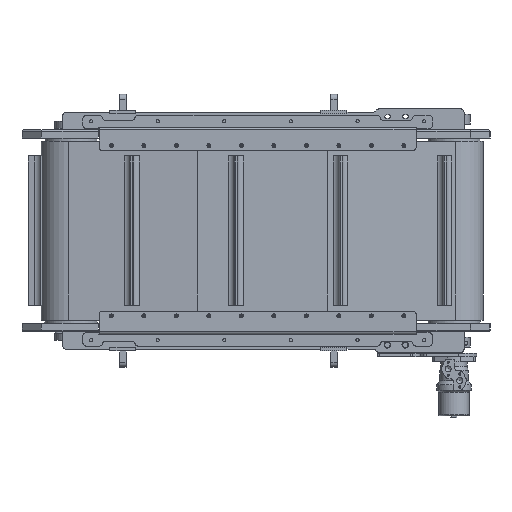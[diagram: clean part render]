
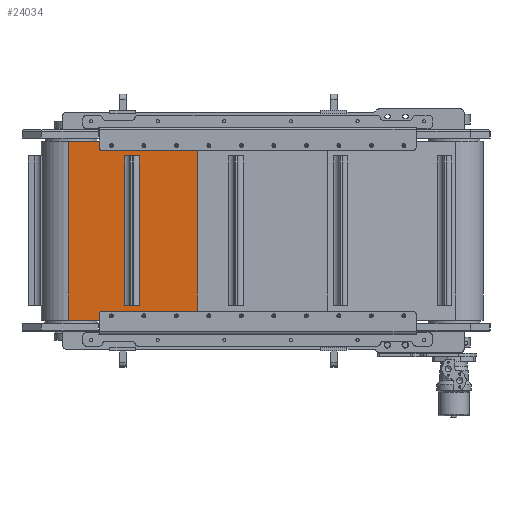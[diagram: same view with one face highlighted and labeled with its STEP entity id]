
A CAD part, front view. The second image highlights one B-rep face of the part: STEP entity #24034.
In plain terms, the highlighted planar face has unit normal (-0.064, -0.998, 0).
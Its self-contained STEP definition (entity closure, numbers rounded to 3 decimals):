
#1310=FACE_BOUND('',#5505,.T.);
#3794=FACE_OUTER_BOUND('',#5504,.T.);
#5504=EDGE_LOOP('',(#20550,#20551,#20552,#20553));
#5505=EDGE_LOOP('',(#20554,#20555,#20556,#20557));
#7658=LINE('',#39729,#9829);
#7662=LINE('',#39737,#9833);
#7675=LINE('',#39771,#9846);
#7677=LINE('',#39774,#9848);
#7720=LINE('',#39884,#9891);
#7728=LINE('',#39903,#9899);
#7729=LINE('',#39906,#9900);
#7730=LINE('',#39907,#9901);
#9829=VECTOR('',#31394,10.);
#9833=VECTOR('',#31400,10.);
#9846=VECTOR('',#31433,10.);
#9848=VECTOR('',#31437,10.);
#9891=VECTOR('',#31538,10.);
#9899=VECTOR('',#31558,10.);
#9900=VECTOR('',#31561,10.);
#9901=VECTOR('',#31562,10.);
#12009=VERTEX_POINT('',#39727);
#12010=VERTEX_POINT('',#39728);
#12013=VERTEX_POINT('',#39736);
#12024=VERTEX_POINT('',#39770);
#12061=VERTEX_POINT('',#39881);
#12062=VERTEX_POINT('',#39883);
#12067=VERTEX_POINT('',#39901);
#12068=VERTEX_POINT('',#39905);
#14913=EDGE_CURVE('',#12009,#12010,#7658,.T.);
#14917=EDGE_CURVE('',#12013,#12009,#7662,.T.);
#14934=EDGE_CURVE('',#12024,#12013,#7675,.T.);
#14936=EDGE_CURVE('',#12010,#12024,#7677,.T.);
#14990=EDGE_CURVE('',#12061,#12062,#7720,.T.);
#15000=EDGE_CURVE('',#12061,#12067,#7728,.T.);
#15001=EDGE_CURVE('',#12068,#12067,#7729,.T.);
#15002=EDGE_CURVE('',#12062,#12068,#7730,.T.);
#20550=ORIENTED_EDGE('',*,*,#15000,.T.);
#20551=ORIENTED_EDGE('',*,*,#15001,.F.);
#20552=ORIENTED_EDGE('',*,*,#15002,.F.);
#20553=ORIENTED_EDGE('',*,*,#14990,.F.);
#20554=ORIENTED_EDGE('',*,*,#14917,.T.);
#20555=ORIENTED_EDGE('',*,*,#14913,.T.);
#20556=ORIENTED_EDGE('',*,*,#14936,.T.);
#20557=ORIENTED_EDGE('',*,*,#14934,.T.);
#22881=PLANE('',#26045);
#24034=ADVANCED_FACE('',(#3794,#1310),#22881,.T.);
#26045=AXIS2_PLACEMENT_3D('',#39904,#31559,#31560);
#31394=DIRECTION('',(0.,0.,1.));
#31400=DIRECTION('',(-0.998,0.064,0.));
#31433=DIRECTION('',(0.,0.,-1.));
#31437=DIRECTION('',(0.998,-0.064,0.));
#31538=DIRECTION('',(-0.998,0.064,0.));
#31558=DIRECTION('',(0.,0.,1.));
#31559=DIRECTION('center_axis',(-0.064,-0.998,
0.));
#31560=DIRECTION('ref_axis',(0.998,-0.064,0.));
#31561=DIRECTION('',(0.998,-0.064,0.));
#31562=DIRECTION('',(0.,0.,1.));
#39727=CARTESIAN_POINT('',(-422.761,-100.831,-230.));
#39728=CARTESIAN_POINT('',(-422.761,-100.831,230.));
#39729=CARTESIAN_POINT('',(-422.761,-100.831,0.));
#39736=CARTESIAN_POINT('',(-378.85,-103.627,-230.));
#39737=CARTESIAN_POINT('',(-498.262,-96.023,-230.));
#39770=CARTESIAN_POINT('',(-378.85,-103.627,230.));
#39771=CARTESIAN_POINT('',(-378.85,-103.627,0.));
#39774=CARTESIAN_POINT('',(-498.262,-96.023,230.));
#39881=CARTESIAN_POINT('',(-200.223,-115.,-275.));
#39883=CARTESIAN_POINT('',(-595.719,-89.818,-275.));
#39884=CARTESIAN_POINT('',(-595.719,-89.818,-275.));
#39901=CARTESIAN_POINT('',(-200.223,-115.,275.));
#39903=CARTESIAN_POINT('',(-200.223,-115.,0.));
#39904=CARTESIAN_POINT('Origin',(-595.719,-89.818,0.));
#39905=CARTESIAN_POINT('',(-595.719,-89.818,275.));
#39906=CARTESIAN_POINT('',(-595.719,-89.818,275.));
#39907=CARTESIAN_POINT('',(-595.719,-89.818,0.));
